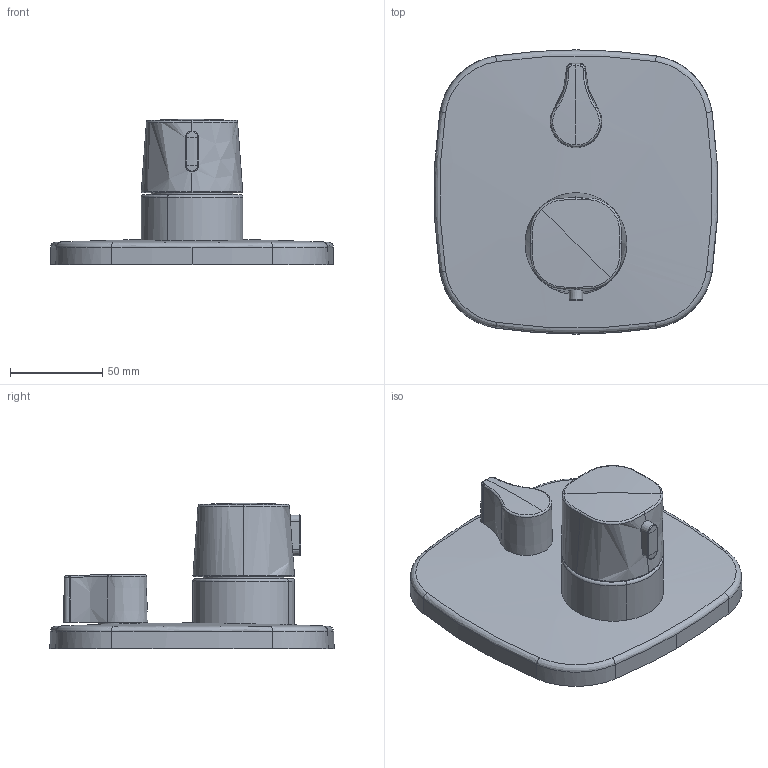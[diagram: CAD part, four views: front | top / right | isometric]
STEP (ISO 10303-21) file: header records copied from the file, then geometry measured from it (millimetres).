
FILE_DESCRIPTION (( 'STEP AP203' ), '1' );
FILE_NAME ('2068(2017)+81149572.STEP', '2017-05-26T13:01:42', ( '' ), ( '' ), 'SwSTEP 2.0', 'SolidWorks 2016', '' );
FILE_SCHEMA (( 'CONFIG_CONTROL_DESIGN' ));
Length unit declared in the file: millimetre
Products named in the file (1): 2068(2017)+81149572
Bounding box: 153.27 x 154.01 x 78.79 mm (x, y, z)
Volume: 448432.1 mm3; surface area: 64897.1 mm2
Topology: 1 solids, 1 shells, 76 faces, 176 edges, 107 vertices
Faces by surface type: bspline 25, cone 17, torus 10, cylinder 9, plane 9, sphere 6
Entity records: 5898 total; most frequent: CARTESIAN_POINT 4282, ORIENTED_EDGE 352, DIRECTION 281, EDGE_CURVE 176, AXIS2_PLACEMENT_3D 124, VERTEX_POINT 107, EDGE_LOOP 81, ADVANCED_FACE 76
